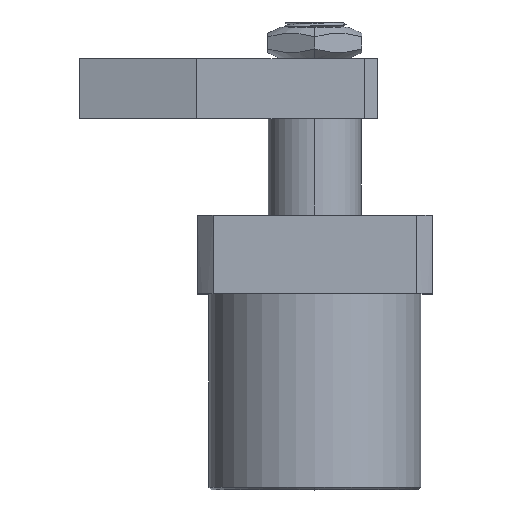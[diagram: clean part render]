
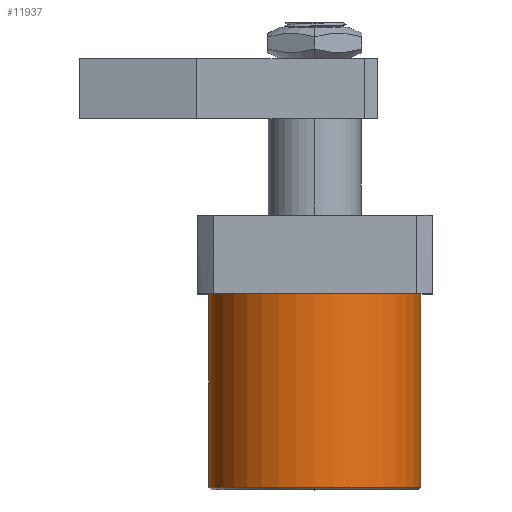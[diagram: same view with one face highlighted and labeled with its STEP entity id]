
A CAD part, top view. The second image highlights one B-rep face of the part: STEP entity #11937.
In plain terms, the highlighted cylindrical face has radius 40.5 mm (diameter 81 mm), a partial arc.
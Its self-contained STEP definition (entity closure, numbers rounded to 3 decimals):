
#62 = LINE ( 'NONE', #4727, #22128 ) ;
#502 = CARTESIAN_POINT ( 'NONE',  ( 0., -74., 40.5 ) ) ;
#1931 = DIRECTION ( 'NONE',  ( 0., 0., 1. ) ) ;
#2381 = VECTOR ( 'NONE', #20774, 1000. ) ;
#2608 = EDGE_LOOP ( 'NONE', ( #20103, #29341, #30493, #20590, #4830 ) ) ;
#2771 = FACE_OUTER_BOUND ( 'NONE', #2608, .T. ) ;
#3004 = EDGE_CURVE ( 'NONE', #18406, #21585, #10482, .T. ) ;
#3680 = CIRCLE ( 'NONE', #14602, 40.5 ) ;
#4616 = AXIS2_PLACEMENT_3D ( 'NONE', #19790, #19580, #22260 ) ;
#4727 = CARTESIAN_POINT ( 'NONE',  ( -40.5, -74., 0. ) ) ;
#4830 = ORIENTED_EDGE ( 'NONE', *, *, #28834, .F. ) ;
#6348 = EDGE_CURVE ( 'NONE', #18143, #8665, #62, .T. ) ;
#6835 = CARTESIAN_POINT ( 'NONE',  ( 0., -74., 0. ) ) ;
#7118 = DIRECTION ( 'NONE',  ( 0., 1., 0. ) ) ;
#7459 = CYLINDRICAL_SURFACE ( 'NONE', #11685, 40.5 ) ;
#8665 = VERTEX_POINT ( 'NONE', #15669 ) ;
#8684 = CARTESIAN_POINT ( 'NONE',  ( 0., 0., 0. ) ) ;
#9095 = DIRECTION ( 'NONE',  ( -1., 0., 0. ) ) ;
#9287 = DIRECTION ( 'NONE',  ( 0., -1., 0. ) ) ;
#10482 = CIRCLE ( 'NONE', #4616, 40.5 ) ;
#10550 = EDGE_CURVE ( 'NONE', #18406, #28058, #12837, .T. ) ;
#11685 = AXIS2_PLACEMENT_3D ( 'NONE', #16249, #31762, #9095 ) ;
#11937 = ADVANCED_FACE ( 'NONE', ( #2771 ), #7459, .T. ) ;
#12837 = LINE ( 'NONE', #30619, #2381 ) ;
#14602 = AXIS2_PLACEMENT_3D ( 'NONE', #6835, #9287, #1931 ) ;
#15298 = CIRCLE ( 'NONE', #23043, 40.5 ) ;
#15669 = CARTESIAN_POINT ( 'NONE',  ( -40.5, 0., 0. ) ) ;
#16249 = CARTESIAN_POINT ( 'NONE',  ( 0., -74., 0. ) ) ;
#18143 = VERTEX_POINT ( 'NONE', #20607 ) ;
#18406 = VERTEX_POINT ( 'NONE', #28839 ) ;
#18523 = DIRECTION ( 'NONE',  ( -1., 0., 0. ) ) ;
#19580 = DIRECTION ( 'NONE',  ( 0., -1., 0. ) ) ;
#19790 = CARTESIAN_POINT ( 'NONE',  ( 0., -74., 0. ) ) ;
#20103 = ORIENTED_EDGE ( 'NONE', *, *, #3004, .F. ) ;
#20590 = ORIENTED_EDGE ( 'NONE', *, *, #6348, .F. ) ;
#20607 = CARTESIAN_POINT ( 'NONE',  ( -40.5, -74., 0. ) ) ;
#20774 = DIRECTION ( 'NONE',  ( 0., 1., 0. ) ) ;
#21585 = VERTEX_POINT ( 'NONE', #502 ) ;
#22128 = VECTOR ( 'NONE', #7118, 1000. ) ;
#22260 = DIRECTION ( 'NONE',  ( 0., 0., 1. ) ) ;
#23043 = AXIS2_PLACEMENT_3D ( 'NONE', #8684, #25990, #18523 ) ;
#25990 = DIRECTION ( 'NONE',  ( 0., 1., 0. ) ) ;
#26181 = CARTESIAN_POINT ( 'NONE',  ( 40.5, 0., 0. ) ) ;
#28058 = VERTEX_POINT ( 'NONE', #26181 ) ;
#28251 = EDGE_CURVE ( 'NONE', #8665, #28058, #15298, .T. ) ;
#28834 = EDGE_CURVE ( 'NONE', #21585, #18143, #3680, .T. ) ;
#28839 = CARTESIAN_POINT ( 'NONE',  ( 40.5, -74., 0. ) ) ;
#29341 = ORIENTED_EDGE ( 'NONE', *, *, #10550, .T. ) ;
#30493 = ORIENTED_EDGE ( 'NONE', *, *, #28251, .F. ) ;
#30619 = CARTESIAN_POINT ( 'NONE',  ( 40.5, -74., 0. ) ) ;
#31762 = DIRECTION ( 'NONE',  ( 0., 1., 0. ) ) ;
